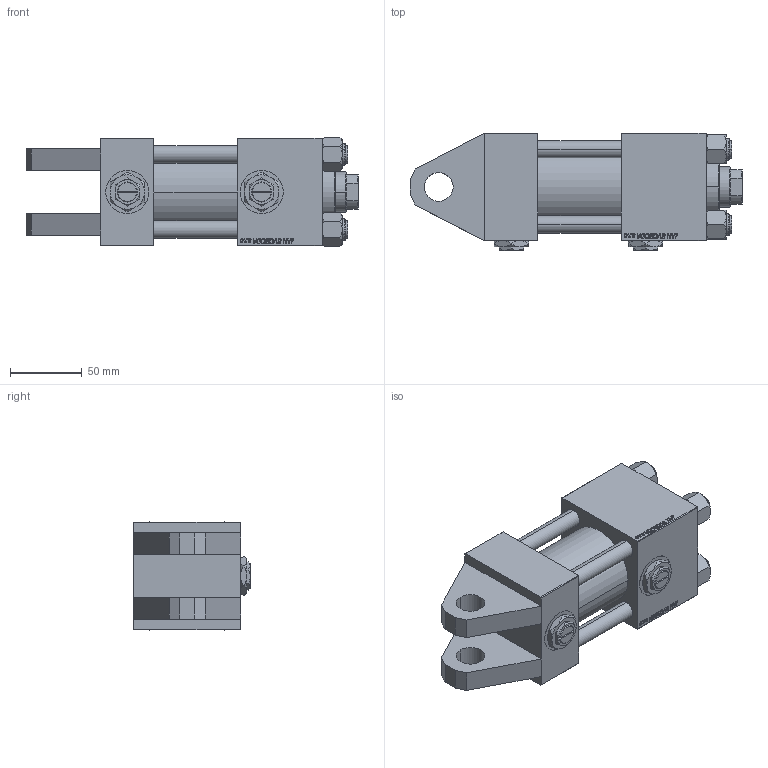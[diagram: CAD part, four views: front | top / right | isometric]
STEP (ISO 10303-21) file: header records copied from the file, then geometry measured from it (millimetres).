
FILE_DESCRIPTION (( 'STEP AP203' ), '1' );
FILE_NAME ('1e64.STEP', '2022-04-16T00:10:41', ( '' ), ( '' ), 'SwSTEP 2.0', 'SolidWorks 2019', '' );
FILE_SCHEMA (( 'CONFIG_CONTROL_DESIGN' ));
Length unit declared in the file: millimetre
Products named in the file (7): V215CR_TYCINKA_H f19689fe8a701a27c28203fcb688815b; 1e64; NUT_M5_H f19689fe8a701a27c28203fcb688815b; V215_VC_A f19689fe8a701a27c28203fcb688815b; V215CR_VCP_H f19689fe8a701a27c28203fcb688815b; Zatka_pro_OIL_PORT f19689fe8a701a27c28203fcb688815b; V215CR_H_Body f19689fe8a701a27c28203fcb688815b
Assembly tree (13 placements, depth 2):
  1e64
    V215CR_H_Body f19689fe8a701a27c28203fcb688815b
    V215CR_VCP_H f19689fe8a701a27c28203fcb688815b
    V215CR_TYCINKA_H f19689fe8a701a27c28203fcb688815b  x4
    NUT_M5_H f19689fe8a701a27c28203fcb688815b  x4
    V215_VC_A f19689fe8a701a27c28203fcb688815b
    Zatka_pro_OIL_PORT f19689fe8a701a27c28203fcb688815b  x2
Bounding box: 231 x 82 x 75.54 mm (x, y, z)
Volume: 741260.9 mm3; surface area: 170988.1 mm2
Topology: 13 solids, 13 shells, 1237 faces, 3088 edges, 1989 vertices
Faces by surface type: plane 565, bspline 392, cone 174, cylinder 98, torus 8
Entity records: 51977 total; most frequent: CARTESIAN_POINT 27711, ORIENTED_EDGE 5468, DIRECTION 3498, EDGE_CURVE 2734, VERTEX_POINT 1787, LINE 1626, VECTOR 1626, EDGE_LOOP 1209
